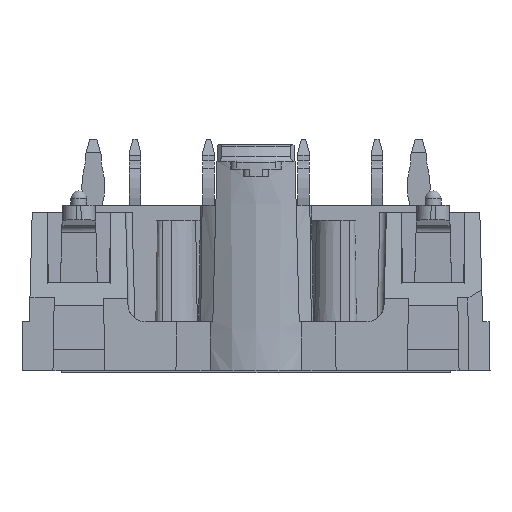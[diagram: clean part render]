
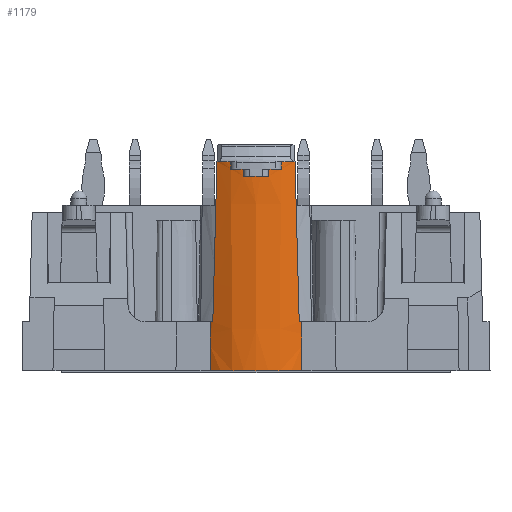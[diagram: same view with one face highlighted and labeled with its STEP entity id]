
A CAD part, left-side view. The second image highlights one B-rep face of the part: STEP entity #1179.
In plain terms, the highlighted conical face has half-angle 0.516 degrees and reference radius 5.5 mm.
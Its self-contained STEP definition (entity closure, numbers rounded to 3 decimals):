
#1179 = ADVANCED_FACE( '', ( #3112 ), #3113, .T. );
#3112 = FACE_OUTER_BOUND( '', #5871, .T. );
#3113 = CONICAL_SURFACE( '', #5872, 5.5, 0.009 );
#5871 = EDGE_LOOP( '', ( #9492, #9493, #9494, #9495, #9496, #9497, #9498, #9499, #9500, #9501, #9502, #9503, #9504, #9505, #9506, #9507 ) );
#5872 = AXIS2_PLACEMENT_3D( '', #9508, #9509, #9510 );
#9492 = ORIENTED_EDGE( '', *, *, #16761, .F. );
#9493 = ORIENTED_EDGE( '', *, *, #17438, .F. );
#9494 = ORIENTED_EDGE( '', *, *, #17439, .T. );
#9495 = ORIENTED_EDGE( '', *, *, #16948, .F. );
#9496 = ORIENTED_EDGE( '', *, *, #17440, .T. );
#9497 = ORIENTED_EDGE( '', *, *, #17441, .T. );
#9498 = ORIENTED_EDGE( '', *, *, #17442, .T. );
#9499 = ORIENTED_EDGE( '', *, *, #17193, .T. );
#9500 = ORIENTED_EDGE( '', *, *, #17443, .T. );
#9501 = ORIENTED_EDGE( '', *, *, #17444, .T. );
#9502 = ORIENTED_EDGE( '', *, *, #17445, .T. );
#9503 = ORIENTED_EDGE( '', *, *, #17446, .T. );
#9504 = ORIENTED_EDGE( '', *, *, #17447, .T. );
#9505 = ORIENTED_EDGE( '', *, *, #17448, .F. );
#9506 = ORIENTED_EDGE( '', *, *, #17153, .T. );
#9507 = ORIENTED_EDGE( '', *, *, #17449, .T. );
#9508 = CARTESIAN_POINT( '', ( -27.5, 0., 3.25 ) );
#9509 = DIRECTION( '', ( 0., 0., 1. ) );
#9510 = DIRECTION( '', ( -1., 0., 0. ) );
#16761 = EDGE_CURVE( '', #20206, #20208, #20209, .T. );
#16948 = EDGE_CURVE( '', #20544, #20546, #20547, .T. );
#17153 = EDGE_CURVE( '', #20902, #20909, #20911, .T. );
#17193 = EDGE_CURVE( '', #20977, #20975, #20978, .T. );
#17438 = EDGE_CURVE( '', #21394, #20206, #21395, .T. );
#17439 = EDGE_CURVE( '', #21394, #20546, #21396, .T. );
#17440 = EDGE_CURVE( '', #20544, #21397, #21398, .T. );
#17441 = EDGE_CURVE( '', #21397, #21399, #21400, .T. );
#17442 = EDGE_CURVE( '', #21399, #20977, #21401, .T. );
#17443 = EDGE_CURVE( '', #20975, #21402, #21403, .T. );
#17444 = EDGE_CURVE( '', #21402, #21404, #21405, .T. );
#17445 = EDGE_CURVE( '', #21404, #21406, #21407, .T. );
#17446 = EDGE_CURVE( '', #21406, #21408, #21409, .T. );
#17447 = EDGE_CURVE( '', #21408, #21410, #21411, .T. );
#17448 = EDGE_CURVE( '', #20902, #21410, #21412, .T. );
#17449 = EDGE_CURVE( '', #20909, #20208, #21413, .T. );
#20206 = VERTEX_POINT( '', #25236 );
#20208 = VERTEX_POINT( '', #25239 );
#20209 = CIRCLE( '', #25240, 5.469 );
#20544 = VERTEX_POINT( '', #25721 );
#20546 = VERTEX_POINT( '', #25724 );
#20547 = ELLIPSE( '', #25725, 283.039, 6.957 );
#20902 = VERTEX_POINT( '', #26217 );
#20909 = VERTEX_POINT( '', #26225 );
#20911 = CIRCLE( '', #26227, 5.5 );
#20975 = VERTEX_POINT( '', #26305 );
#20977 = VERTEX_POINT( '', #26308 );
#20978 = LINE( '', #26309, #26310 );
#21394 = VERTEX_POINT( '', #26925 );
#21395 = ELLIPSE( '', #26926, 248.172, 3.71 );
#21396 = CIRCLE( '', #26927, 5.5 );
#21397 = VERTEX_POINT( '', #26928 );
#21398 = CIRCLE( '', #26929, 5.6 );
#21399 = VERTEX_POINT( '', #26930 );
#21400 = LINE( '', #26931, #26932 );
#21401 = CIRCLE( '', #26933, 5.595 );
#21402 = VERTEX_POINT( '', #26934 );
#21403 = CIRCLE( '', #26935, 5.591 );
#21404 = VERTEX_POINT( '', #26936 );
#21405 = LINE( '', #26937, #26938 );
#21406 = VERTEX_POINT( '', #26939 );
#21407 = CIRCLE( '', #26940, 5.595 );
#21408 = VERTEX_POINT( '', #26941 );
#21409 = LINE( '', #26942, #26943 );
#21410 = VERTEX_POINT( '', #26944 );
#21411 = CIRCLE( '', #26945, 5.6 );
#21412 = ELLIPSE( '', #26946, 283.039, 6.957 );
#21413 = ELLIPSE( '', #26947, 248.172, 3.71 );
#25236 = CARTESIAN_POINT( '', ( -31.941, -3.193, -0.15 ) );
#25239 = CARTESIAN_POINT( '', ( -31.941, 3.193, -0.15 ) );
#25240 = AXIS2_PLACEMENT_3D( '', #31916, #31917, #31918 );
#25721 = CARTESIAN_POINT( '', ( -32.401, -2.709, 14.35 ) );
#25724 = CARTESIAN_POINT( '', ( -32.11, -3., 3.25 ) );
#25725 = AXIS2_PLACEMENT_3D( '', #32143, #32144, #32145 );
#26217 = CARTESIAN_POINT( '', ( -32.11, 3., 3.25 ) );
#26225 = CARTESIAN_POINT( '', ( -32., 3.162, 3.25 ) );
#26227 = AXIS2_PLACEMENT_3D( '', #32396, #32397, #32398 );
#26305 = CARTESIAN_POINT( '', ( -33.018, -0.9, 13.35 ) );
#26308 = CARTESIAN_POINT( '', ( -33.023, -0.9, 13.85 ) );
#26309 = CARTESIAN_POINT( '', ( -33.02, -0.9, 13.6 ) );
#26310 = VECTOR( '', #32462, 1000. );
#26925 = CARTESIAN_POINT( '', ( -32., -3.162, 3.25 ) );
#26926 = AXIS2_PLACEMENT_3D( '', #32720, #32721, #32722 );
#26927 = AXIS2_PLACEMENT_3D( '', #32723, #32724, #32725 );
#26928 = CARTESIAN_POINT( '', ( -32.82, -1.75, 14.35 ) );
#26929 = AXIS2_PLACEMENT_3D( '', #32726, #32727, #32728 );
#26930 = CARTESIAN_POINT( '', ( -32.815, -1.75, 13.85 ) );
#26931 = CARTESIAN_POINT( '', ( -32.817, -1.75, 14.1 ) );
#26932 = VECTOR( '', #32729, 1000. );
#26933 = AXIS2_PLACEMENT_3D( '', #32730, #32731, #32732 );
#26934 = CARTESIAN_POINT( '', ( -33.018, 0.9, 13.35 ) );
#26935 = AXIS2_PLACEMENT_3D( '', #32733, #32734, #32735 );
#26936 = CARTESIAN_POINT( '', ( -33.023, 0.9, 13.85 ) );
#26937 = CARTESIAN_POINT( '', ( -33.02, 0.9, 13.6 ) );
#26938 = VECTOR( '', #32736, 1000. );
#26939 = CARTESIAN_POINT( '', ( -32.815, 1.75, 13.85 ) );
#26940 = AXIS2_PLACEMENT_3D( '', #32737, #32738, #32739 );
#26941 = CARTESIAN_POINT( '', ( -32.82, 1.75, 14.35 ) );
#26942 = CARTESIAN_POINT( '', ( -32.817, 1.75, 14.1 ) );
#26943 = VECTOR( '', #32740, 1000. );
#26944 = CARTESIAN_POINT( '', ( -32.401, 2.709, 14.35 ) );
#26945 = AXIS2_PLACEMENT_3D( '', #32741, #32742, #32743 );
#26946 = AXIS2_PLACEMENT_3D( '', #32744, #32745, #32746 );
#26947 = AXIS2_PLACEMENT_3D( '', #32747, #32748, #32749 );
#31916 = CARTESIAN_POINT( '', ( -27.5, 0., -0.15 ) );
#31917 = DIRECTION( '', ( 0., 0., -1. ) );
#31918 = DIRECTION( '', ( 1., 0., 0. ) );
#32143 = CARTESIAN_POINT( '', ( -27.5, 2.549, 215.159 ) );
#32144 = DIRECTION( '', ( 0., -1., 0.026 ) );
#32145 = DIRECTION( '', ( 0., 0.026, 1. ) );
#32396 = CARTESIAN_POINT( '', ( -27.5, 0., 3.25 ) );
#32397 = DIRECTION( '', ( 0., 0., -1. ) );
#32398 = DIRECTION( '', ( -1., 0., 0. ) );
#32462 = DIRECTION( '', ( 0.009, 0., -1. ) );
#32720 = CARTESIAN_POINT( '', ( -29.735, 0., -126.486 ) );
#32721 = DIRECTION( '', ( 1., 0., 0.017 ) );
#32722 = DIRECTION( '', ( -0.017, 0., 1. ) );
#32723 = CARTESIAN_POINT( '', ( -27.5, 0., 3.25 ) );
#32724 = DIRECTION( '', ( 0., 0., -1. ) );
#32725 = DIRECTION( '', ( -1., 0., 0. ) );
#32726 = CARTESIAN_POINT( '', ( -27.5, 0., 14.35 ) );
#32727 = DIRECTION( '', ( 0., 0., -1. ) );
#32728 = DIRECTION( '', ( -1., 0., 0. ) );
#32729 = DIRECTION( '', ( 0.009, 0., -1. ) );
#32730 = CARTESIAN_POINT( '', ( -27.5, 0., 13.85 ) );
#32731 = DIRECTION( '', ( 0., 0., -1. ) );
#32732 = DIRECTION( '', ( -1., 0., 0. ) );
#32733 = CARTESIAN_POINT( '', ( -27.5, 0., 13.35 ) );
#32734 = DIRECTION( '', ( 0., 0., -1. ) );
#32735 = DIRECTION( '', ( -1., 0., 0. ) );
#32736 = DIRECTION( '', ( -0.009, 0., 1. ) );
#32737 = CARTESIAN_POINT( '', ( -27.5, 0., 13.85 ) );
#32738 = DIRECTION( '', ( 0., 0., -1. ) );
#32739 = DIRECTION( '', ( -1., 0., 0. ) );
#32740 = DIRECTION( '', ( -0.009, 0., 1. ) );
#32741 = CARTESIAN_POINT( '', ( -27.5, 0., 14.35 ) );
#32742 = DIRECTION( '', ( 0., 0., -1. ) );
#32743 = DIRECTION( '', ( -1., 0., 0. ) );
#32744 = CARTESIAN_POINT( '', ( -27.5, -2.549, 215.159 ) );
#32745 = DIRECTION( '', ( 0., 1., 0.026 ) );
#32746 = DIRECTION( '', ( 0., -0.026, 1. ) );
#32747 = CARTESIAN_POINT( '', ( -29.735, 0., -126.486 ) );
#32748 = DIRECTION( '', ( -1., 0., -0.017 ) );
#32749 = DIRECTION( '', ( -0.017, 0., 1. ) );
